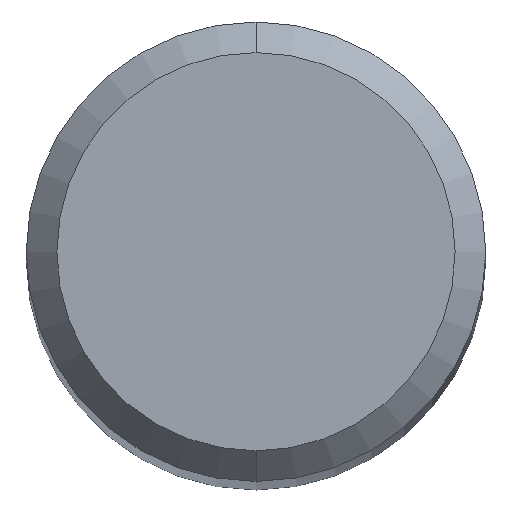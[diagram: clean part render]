
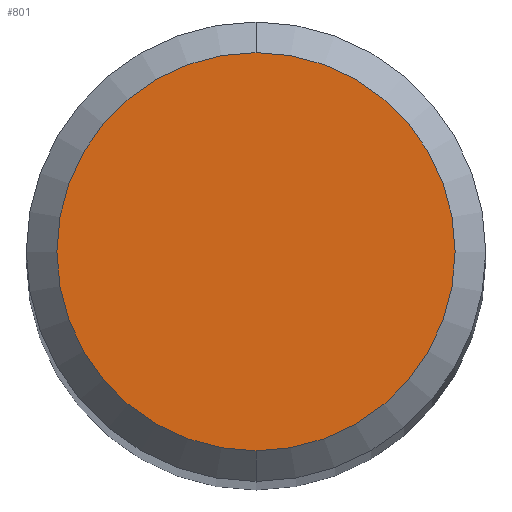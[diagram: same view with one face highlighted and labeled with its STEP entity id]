
A CAD part, top view. The second image highlights one B-rep face of the part: STEP entity #801.
In plain terms, the highlighted planar face has unit normal (0, 0, 1).
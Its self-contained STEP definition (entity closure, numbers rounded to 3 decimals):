
#389=EDGE_CURVE('',#401,#691,#1101,.T.);
#401=VERTEX_POINT('',#1115);
#403=EDGE_CURVE('',#691,#401,#1117,.T.);
#691=VERTEX_POINT('',#1436);
#801=ADVANCED_FACE('',(#1558),#1559,.T.);
#1101=CIRCLE('',#1882,2.6);
#1115=CARTESIAN_POINT('',(0.,-2.6,0.0));
#1117=CIRCLE('',#1901,2.6);
#1436=CARTESIAN_POINT('',(0.0,2.6,0.0));
#1558=FACE_OUTER_BOUND('',#4362,.T.);
#1559=PLANE('',#4363);
#1882=AXIS2_PLACEMENT_3D('',#6025,#6026,#6027);
#1901=AXIS2_PLACEMENT_3D('',#6047,#6048,#6049);
#4362=EDGE_LOOP('',(#6589,#6590));
#4363=AXIS2_PLACEMENT_3D('',#6591,#6592,#6593);
#6025=CARTESIAN_POINT('',(0.0,0.0,0.0));
#6026=DIRECTION('',(0.0,0.0,-1.0));
#6027=DIRECTION('',(0.0,1.0,0.0));
#6047=CARTESIAN_POINT('',(0.0,0.0,0.0));
#6048=DIRECTION('',(0.0,0.0,-1.0));
#6049=DIRECTION('',(0.0,1.0,0.0));
#6589=ORIENTED_EDGE('',*,*,#403,.F.);
#6590=ORIENTED_EDGE('',*,*,#389,.F.);
#6591=CARTESIAN_POINT('',(0.0,1.3,0.0));
#6592=DIRECTION('',(-0.0,0.0,1.0));
#6593=DIRECTION('',(0.0,-1.0,0.0));
